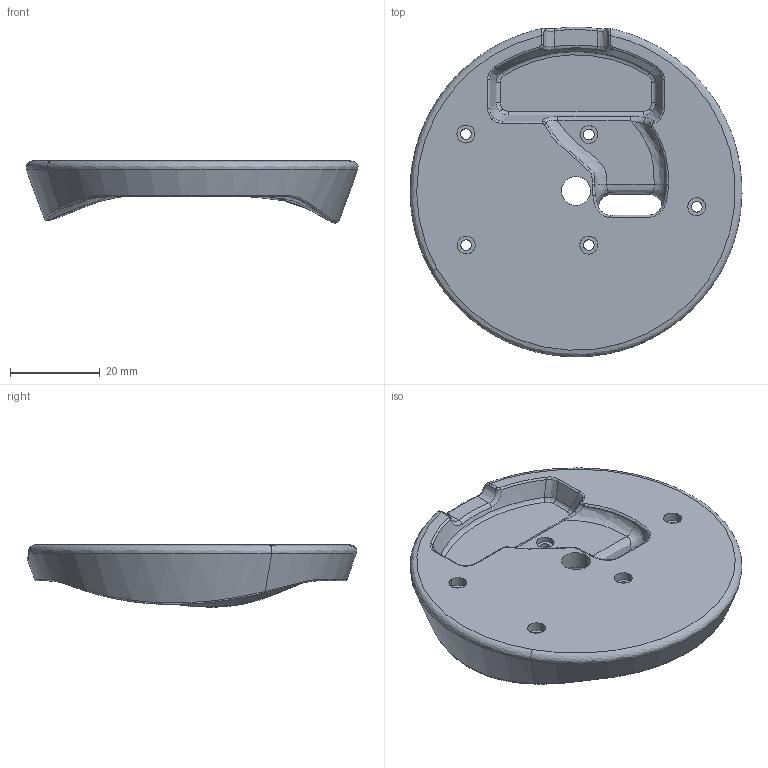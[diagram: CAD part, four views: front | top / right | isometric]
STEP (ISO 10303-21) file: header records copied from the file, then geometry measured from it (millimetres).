
FILE_DESCRIPTION(/* description */ (''),/* implementation_level */ '2;1');
FILE_NAME(/* name */ 'PG_PUC~1',/* time_stamp */ '2017-08-24T15:48:56-07:00',/* author */ (''),/* organization */ (''),/* preprocessor_version */ 'ST-DEVELOPER v15',/* originating_system */ '',/* authorisation */ '');
FILE_SCHEMA (('AUTOMOTIVE_DESIGN'));
Length unit declared in the file: millimetre
Products named in the file (1): Document
Bounding box: 74 x 73.47 x 13.88 mm (x, y, z)
Volume: 30082.8 mm3; surface area: 11116.2 mm2
Topology: 1 solids, 1 shells, 140 faces, 342 edges, 211 vertices
Faces by surface type: bspline 123, plane 17
Entity records: 10211 total; most frequent: CARTESIAN_POINT 8197, ORIENTED_EDGE 684, EDGE_CURVE 342, VERTEX_POINT 211, B_SPLINE_CURVE_WITH_KNOTS 210, EDGE_LOOP 161, ADVANCED_FACE 140, FACE_OUTER_BOUND 140
